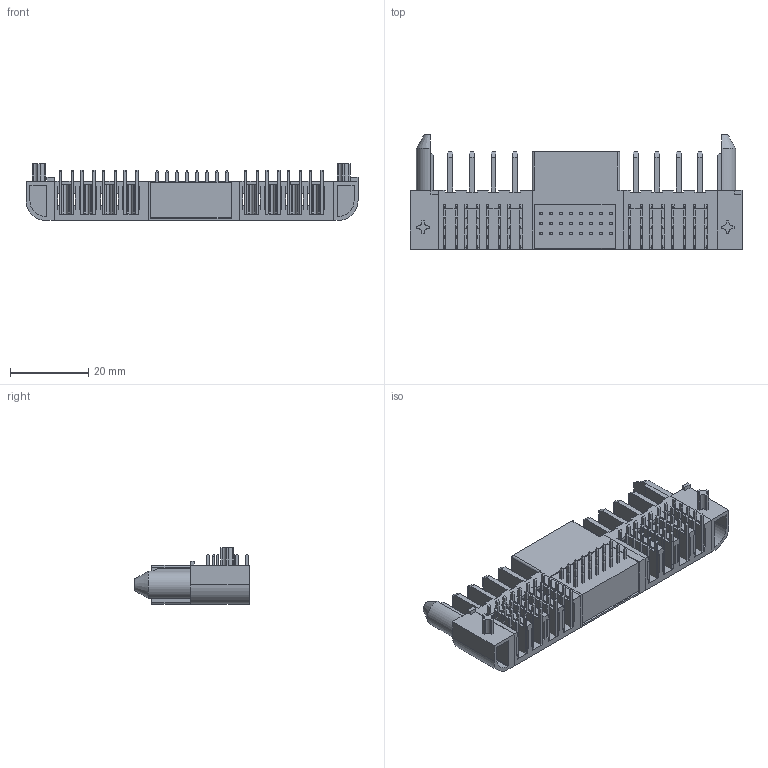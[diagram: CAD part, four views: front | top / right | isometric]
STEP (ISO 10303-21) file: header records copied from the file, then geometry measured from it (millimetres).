
FILE_DESCRIPTION(/* description */ ('STEP AP214'),/* implementation_level */ '2;1');
FILE_NAME(/* name */ 'ET60T-D04-3-08-D04-S-R1-S',/* time_stamp */ '2025-01-09T20:03:19+01:00',/* author */ ('License CC BY-ND 4.0'),/* organization */ ('CADENAS'),/* preprocessor_version */ 'ST-DEVELOPER v19.3',/* originating_system */ 'PARTsolutions',/* authorisation */ ' ');
FILE_SCHEMA (('AUTOMOTIVE_DESIGN {1 0 10303 214 3 1 1}'));
Length unit declared in the file: millimetre
Products named in the file (11): ET60T-D04-3-08-D04-S-R1-S; ET60T-24-RT1-GP_st; ET60T-D-04-0_pt; ET60T-RT1-GP_gpl; ET60T-D-04-R1-_ppins_l; ET60T-D-04-R1-2_ppins_l; ET60T-RT1-GP_gpr; ET60T-D-04-R1-_ppr; ET60T-D-04-R1-2_ppr; ET60T-24-R1-_sp; ET60T-24-R1-2_sp
Assembly tree (11 placements, depth 2):
  ET60T-D04-3-08-D04-S-R1-S
    ET60T-24-RT1-GP_st
    ET60T-D-04-0_pt  x2
    ET60T-RT1-GP_gpl
    ET60T-D-04-R1-_ppins_l
    ET60T-D-04-R1-2_ppins_l
    ET60T-RT1-GP_gpr
    ET60T-D-04-R1-_ppr
    ET60T-D-04-R1-2_ppr
    ET60T-24-R1-_sp
    ET60T-24-R1-2_sp
Bounding box: 84.76 x 29.25 x 14.46 mm (x, y, z)
Volume: 11042.7 mm3; surface area: 18554.5 mm2
Topology: 11 solids, 11 shells, 1708 faces, 4856 edges, 3172 vertices
Faces by surface type: plane 1572, cylinder 134, cone 2
Entity records: 49543 total; most frequent: CARTESIAN_POINT 8818, ORIENTED_EDGE 8776, DIRECTION 7798, EDGE_CURVE 4388, LINE 4118, VECTOR 4118, VERTEX_POINT 2860, AXIS2_PLACEMENT_3D 1840
